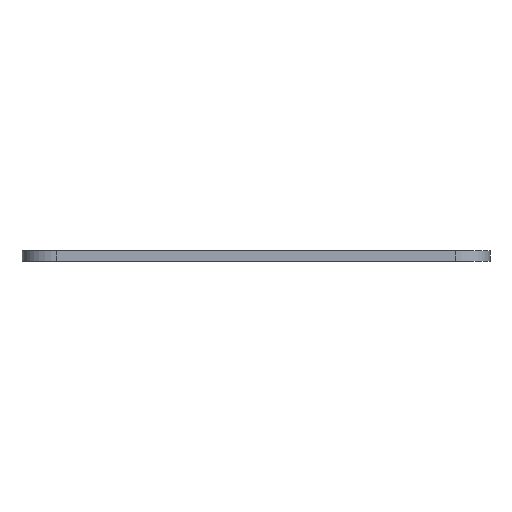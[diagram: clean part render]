
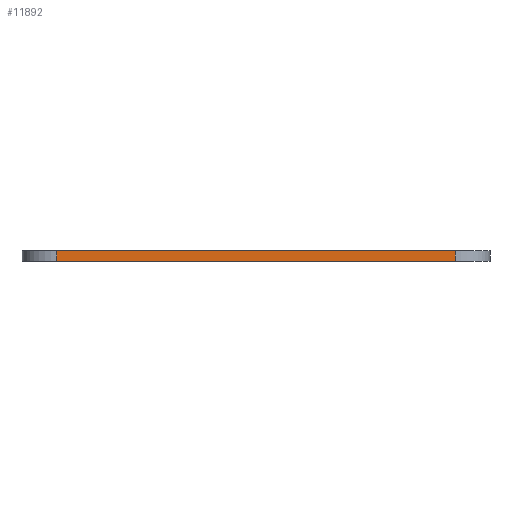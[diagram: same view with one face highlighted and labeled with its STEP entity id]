
A CAD part, left-side view. The second image highlights one B-rep face of the part: STEP entity #11892.
In plain terms, the highlighted planar face has unit normal (-1, 0, 0).
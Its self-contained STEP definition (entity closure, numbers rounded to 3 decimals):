
#1431=PLANE('',#12205);
#2028=FACE_OUTER_BOUND('',#2698,.T.);
#2698=EDGE_LOOP('',(#10976,#10977,#10978,#10979));
#2784=LINE('',#13971,#3763);
#3660=LINE('',#23558,#4639);
#3661=LINE('',#23561,#4640);
#3662=LINE('',#23562,#4641);
#3763=VECTOR('',#12330,10.);
#4639=VECTOR('',#13656,10.);
#4640=VECTOR('',#13659,10.);
#4641=VECTOR('',#13660,10.);
#4742=VERTEX_POINT('',#13967);
#4744=VERTEX_POINT('',#13970);
#5865=VERTEX_POINT('',#23556);
#5866=VERTEX_POINT('',#23560);
#5941=EDGE_CURVE('',#4742,#4744,#2784,.T.);
#7590=EDGE_CURVE('',#5865,#4742,#3660,.T.);
#7591=EDGE_CURVE('',#5866,#5865,#3661,.T.);
#7592=EDGE_CURVE('',#4744,#5866,#3662,.T.);
#10976=ORIENTED_EDGE('',*,*,#7590,.F.);
#10977=ORIENTED_EDGE('',*,*,#7591,.F.);
#10978=ORIENTED_EDGE('',*,*,#7592,.F.);
#10979=ORIENTED_EDGE('',*,*,#5941,.F.);
#11892=ADVANCED_FACE('',(#2028),#1431,.T.);
#12205=AXIS2_PLACEMENT_3D('',#23559,#13657,#13658);
#12330=DIRECTION('',(0.,-1.,0.));
#13656=DIRECTION('',(0.,0.,1.));
#13657=DIRECTION('center_axis',(-1.,0.,0.));
#13658=DIRECTION('ref_axis',(0.,-1.,0.));
#13659=DIRECTION('',(0.,1.,0.));
#13660=DIRECTION('',(0.,0.,-1.));
#13967=CARTESIAN_POINT('',(-39.219,10.406,1.5));
#13970=CARTESIAN_POINT('',(-39.219,-47.219,1.5));
#13971=CARTESIAN_POINT('',(-39.219,-52.219,1.5));
#23556=CARTESIAN_POINT('',(-39.219,10.406,0.));
#23558=CARTESIAN_POINT('',(-39.219,10.406,0.));
#23559=CARTESIAN_POINT('Origin',(-39.219,15.406,0.));
#23560=CARTESIAN_POINT('',(-39.219,-47.219,0.));
#23561=CARTESIAN_POINT('',(-39.219,-52.219,0.));
#23562=CARTESIAN_POINT('',(-39.219,-47.219,0.));
